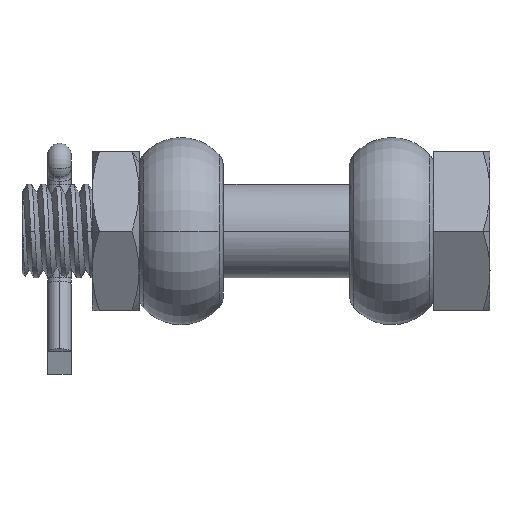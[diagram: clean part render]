
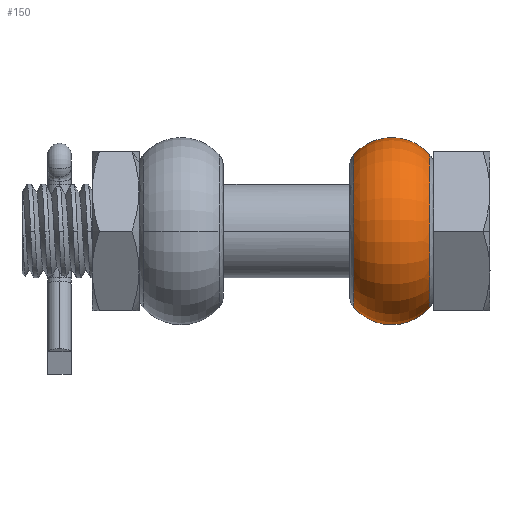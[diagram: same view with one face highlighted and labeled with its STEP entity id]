
A CAD part, front view. The second image highlights one B-rep face of the part: STEP entity #150.
In plain terms, the highlighted toroidal (fillet/blend) face has major radius 4.6 mm and minor radius 5.4 mm.
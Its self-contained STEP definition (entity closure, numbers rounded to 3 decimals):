
#150=ADVANCED_FACE('NONE',(#615),#616,.T.);
#615=FACE_OUTER_BOUND('',#2525,.T.);
#616=TOROIDAL_SURFACE('',#2526,4.6,5.4);
#2525=EDGE_LOOP('',(#9407,#9408,#9409,#9410));
#2526=AXIS2_PLACEMENT_3D('',#9411,#9412,#9413);
#9407=ORIENTED_EDGE('',*,*,#12151,.F.);
#9408=ORIENTED_EDGE('',*,*,#12156,.F.);
#9409=ORIENTED_EDGE('',*,*,#12157,.T.);
#9410=ORIENTED_EDGE('',*,*,#12158,.F.);
#9411=CARTESIAN_POINT('',(11.25,0.,0.));
#9412=DIRECTION('',(1.0,-0.0,0.0));
#9413=DIRECTION('',(0.0,0.0,-1.0));
#12151=EDGE_CURVE('NONE',#13452,#13454,#13455,.T.);
#12156=EDGE_CURVE('NONE',#13463,#13452,#13464,.T.);
#12157=EDGE_CURVE('NONE',#13463,#13465,#13466,.T.);
#12158=EDGE_CURVE('NONE',#13454,#13465,#13467,.T.);
#13452=VERTEX_POINT('NONE',#16843);
#13454=VERTEX_POINT('NONE',#16845);
#13455=CIRCLE('',#16846,5.4);
#13463=VERTEX_POINT('NONE',#16896);
#13464=CIRCLE('',#16897,8.172);
#13465=VERTEX_POINT('NONE',#16898);
#13466=CIRCLE('',#16899,5.4);
#13467=CIRCLE('',#16900,8.172);
#16843=CARTESIAN_POINT('',(7.2,0.,8.172));
#16845=CARTESIAN_POINT('',(15.3,0.,8.172));
#16846=AXIS2_PLACEMENT_3D('',#23217,#23218,#23219);
#16896=CARTESIAN_POINT('',(7.2,0.,-8.172));
#16897=AXIS2_PLACEMENT_3D('',#23223,#23224,#23225);
#16898=CARTESIAN_POINT('',(15.3,0.,-8.172));
#16899=AXIS2_PLACEMENT_3D('',#23226,#23227,#23228);
#16900=AXIS2_PLACEMENT_3D('',#23229,#23230,#23231);
#23217=CARTESIAN_POINT('',(11.25,0.,4.6));
#23218=DIRECTION('',(-0.0,1.0,0.));
#23219=DIRECTION('',(0.0,0.,1.0));
#23223=CARTESIAN_POINT('',(7.2,0.,0.));
#23224=DIRECTION('',(-1.0,0.,0.));
#23225=DIRECTION('',(0.,1.0,0.0));
#23226=CARTESIAN_POINT('',(11.25,0.,-4.6));
#23227=DIRECTION('',(0.0,-1.0,0.0));
#23228=DIRECTION('',(0.0,0.0,-1.0));
#23229=CARTESIAN_POINT('',(15.3,0.,0.));
#23230=DIRECTION('',(1.0,0.,0.));
#23231=DIRECTION('',(0.,-1.0,0.));
